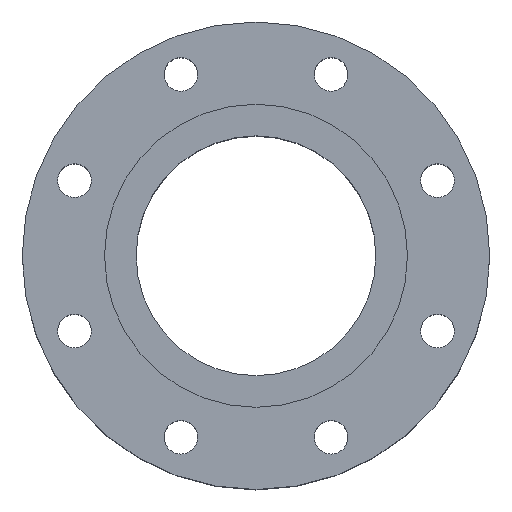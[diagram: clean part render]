
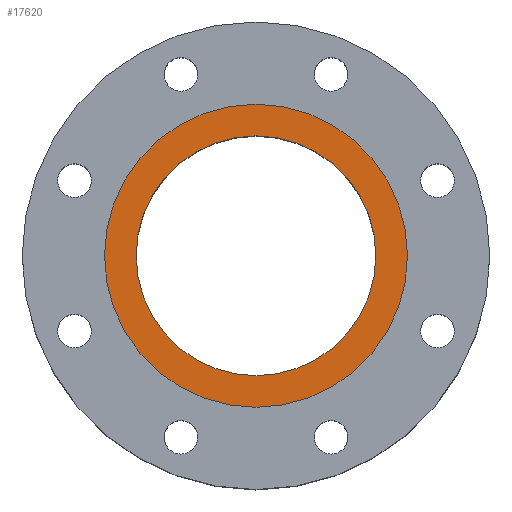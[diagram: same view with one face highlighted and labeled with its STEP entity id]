
A CAD part, top view. The second image highlights one B-rep face of the part: STEP entity #17620.
In plain terms, the highlighted planar face has unit normal (0, 0, 1).
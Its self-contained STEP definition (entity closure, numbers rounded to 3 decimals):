
#615 = VERTEX_POINT ( 'NONE', #16472 ) ;
#766 = DIRECTION ( 'NONE',  ( 1., 0., 0. ) ) ;
#2043 = VERTEX_POINT ( 'NONE', #27368 ) ;
#2044 = CARTESIAN_POINT ( 'NONE',  ( 0., 81., 0. ) ) ;
#3533 = ORIENTED_EDGE ( 'NONE', *, *, #5952, .F. ) ;
#3938 = EDGE_CURVE ( 'NONE', #615, #24566, #6965, .T. ) ;
#4266 = PLANE ( 'NONE',  #17295 ) ;
#4411 = DIRECTION ( 'NONE',  ( -1., 0., 0. ) ) ;
#4736 = EDGE_CURVE ( 'NONE', #2043, #16851, #28272, .T. ) ;
#5952 = EDGE_CURVE ( 'NONE', #16851, #2043, #9375, .T. ) ;
#6263 = CARTESIAN_POINT ( 'NONE',  ( 0., 0., 0. ) ) ;
#6965 = CIRCLE ( 'NONE', #13595, 81. ) ;
#8016 = DIRECTION ( 'NONE',  ( 1., 0., 0. ) ) ;
#8583 = DIRECTION ( 'NONE',  ( 0., 0., -1. ) ) ;
#9229 = DIRECTION ( 'NONE',  ( 0., 0., 1. ) ) ;
#9332 = DIRECTION ( 'NONE',  ( 1., 0., 0. ) ) ;
#9375 = CIRCLE ( 'NONE', #20261, 64.1 ) ;
#9949 = DIRECTION ( 'NONE',  ( 0., 0., 1. ) ) ;
#10244 = AXIS2_PLACEMENT_3D ( 'NONE', #18729, #9229, #766 ) ;
#10546 = EDGE_CURVE ( 'NONE', #24566, #615, #29230, .T. ) ;
#10924 = EDGE_LOOP ( 'NONE', ( #14060, #20307 ) ) ;
#11860 = CARTESIAN_POINT ( 'NONE',  ( 0., 0., 0. ) ) ;
#12137 = DIRECTION ( 'NONE',  ( 0., 0., 1. ) ) ;
#13595 = AXIS2_PLACEMENT_3D ( 'NONE', #11860, #12137, #9332 ) ;
#14060 = ORIENTED_EDGE ( 'NONE', *, *, #3938, .T. ) ;
#15468 = AXIS2_PLACEMENT_3D ( 'NONE', #6263, #19621, #22701 ) ;
#15729 = ORIENTED_EDGE ( 'NONE', *, *, #4736, .F. ) ;
#16472 = CARTESIAN_POINT ( 'NONE',  ( 81., 0., 0. ) ) ;
#16851 = VERTEX_POINT ( 'NONE', #17432 ) ;
#17295 = AXIS2_PLACEMENT_3D ( 'NONE', #2044, #8583, #4411 ) ;
#17432 = CARTESIAN_POINT ( 'NONE',  ( -64.1, 0., 0. ) ) ;
#17620 = ADVANCED_FACE ( 'NONE', ( #22230, #22373 ), #4266, .F. ) ;
#18729 = CARTESIAN_POINT ( 'NONE',  ( 0., 0., 0. ) ) ;
#19583 = CARTESIAN_POINT ( 'NONE',  ( 0., 0., 0. ) ) ;
#19621 = DIRECTION ( 'NONE',  ( 0., 0., 1. ) ) ;
#20261 = AXIS2_PLACEMENT_3D ( 'NONE', #19583, #9949, #8016 ) ;
#20307 = ORIENTED_EDGE ( 'NONE', *, *, #10546, .T. ) ;
#22230 = FACE_BOUND ( 'NONE', #23603, .T. ) ;
#22373 = FACE_OUTER_BOUND ( 'NONE', #10924, .T. ) ;
#22701 = DIRECTION ( 'NONE',  ( 1., 0., 0. ) ) ;
#23603 = EDGE_LOOP ( 'NONE', ( #15729, #3533 ) ) ;
#24566 = VERTEX_POINT ( 'NONE', #28952 ) ;
#27368 = CARTESIAN_POINT ( 'NONE',  ( 64.1, 0., 0. ) ) ;
#28272 = CIRCLE ( 'NONE', #15468, 64.1 ) ;
#28952 = CARTESIAN_POINT ( 'NONE',  ( -81., 0., 0. ) ) ;
#29230 = CIRCLE ( 'NONE', #10244, 81. ) ;
